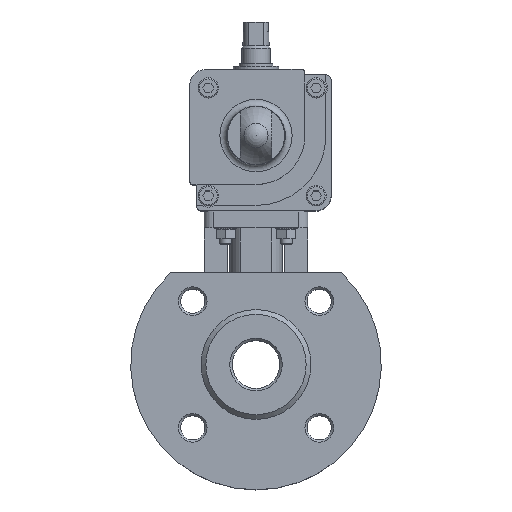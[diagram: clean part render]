
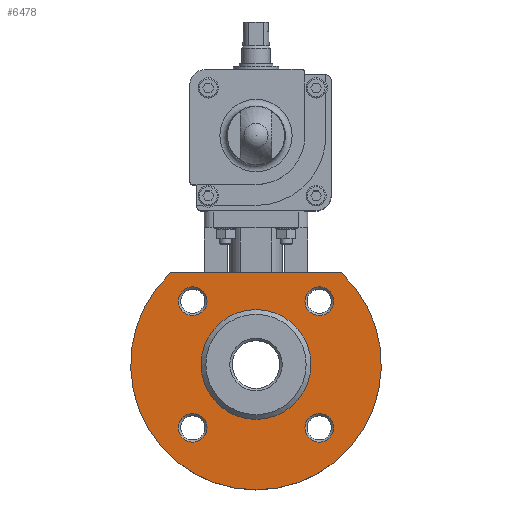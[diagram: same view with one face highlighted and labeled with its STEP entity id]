
A CAD part, top view. The second image highlights one B-rep face of the part: STEP entity #6478.
In plain terms, the highlighted face is planar.
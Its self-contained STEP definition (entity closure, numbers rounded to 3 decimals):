
#266=LINE('',#9806,#828);
#828=VECTOR('',#7763,1000.);
#1349=PLANE('',#6995);
#1685=ORIENTED_EDGE('',*,*,#3429,.F.);
#1686=ORIENTED_EDGE('',*,*,#3430,.F.);
#1687=ORIENTED_EDGE('',*,*,#3431,.F.);
#1688=ORIENTED_EDGE('',*,*,#3432,.F.);
#1689=ORIENTED_EDGE('',*,*,#3433,.F.);
#1690=ORIENTED_EDGE('',*,*,#3394,.F.);
#1691=ORIENTED_EDGE('',*,*,#3428,.T.);
#3394=EDGE_CURVE('',#4272,#4273,#266,.T.);
#3428=EDGE_CURVE('',#4272,#4273,#4891,.T.);
#3429=EDGE_CURVE('',#4297,#4297,#4892,.T.);
#3430=EDGE_CURVE('',#4298,#4298,#4893,.T.);
#3431=EDGE_CURVE('',#4299,#4299,#4894,.T.);
#3432=EDGE_CURVE('',#4300,#4300,#4895,.T.);
#3433=EDGE_CURVE('',#4301,#4301,#4896,.T.);
#4272=VERTEX_POINT('',#9805);
#4273=VERTEX_POINT('',#9807);
#4297=VERTEX_POINT('',#9872);
#4298=VERTEX_POINT('',#9874);
#4299=VERTEX_POINT('',#9876);
#4300=VERTEX_POINT('',#9878);
#4301=VERTEX_POINT('',#9880);
#4891=CIRCLE('',#6994,52.5);
#4892=CIRCLE('',#6996,23.);
#4893=CIRCLE('',#6997,6.);
#4894=CIRCLE('',#6998,6.);
#4895=CIRCLE('',#6999,6.);
#4896=CIRCLE('',#7000,6.);
#5198=EDGE_LOOP('',(#1685));
#5199=EDGE_LOOP('',(#1686));
#5200=EDGE_LOOP('',(#1687));
#5201=EDGE_LOOP('',(#1688));
#5202=EDGE_LOOP('',(#1689));
#5203=EDGE_LOOP('',(#1690,#1691));
#5786=FACE_BOUND('',#5198,.T.);
#5787=FACE_BOUND('',#5199,.T.);
#5788=FACE_BOUND('',#5200,.T.);
#5789=FACE_BOUND('',#5201,.T.);
#5790=FACE_BOUND('',#5202,.T.);
#5791=FACE_BOUND('',#5203,.T.);
#6478=ADVANCED_FACE('',(#5786,#5787,#5788,#5789,#5790,#5791),#1349,.F.);
#6994=AXIS2_PLACEMENT_3D('',#9869,#7828,#7829);
#6995=AXIS2_PLACEMENT_3D('',#9870,#7830,#7831);
#6996=AXIS2_PLACEMENT_3D('',#9871,#7832,#7833);
#6997=AXIS2_PLACEMENT_3D('',#9873,#7834,#7835);
#6998=AXIS2_PLACEMENT_3D('',#9875,#7836,#7837);
#6999=AXIS2_PLACEMENT_3D('',#9877,#7838,#7839);
#7000=AXIS2_PLACEMENT_3D('',#9879,#7840,#7841);
#7763=DIRECTION('',(-1.,0.,0.));
#7828=DIRECTION('',(0.,0.,-1.));
#7829=DIRECTION('',(-1.,0.,0.));
#7830=DIRECTION('',(0.,0.,1.));
#7831=DIRECTION('',(1.,0.,0.));
#7832=DIRECTION('',(0.,0.,-1.));
#7833=DIRECTION('',(-1.,0.,0.));
#7834=DIRECTION('',(0.,0.,-1.));
#7835=DIRECTION('',(-1.,0.,0.));
#7836=DIRECTION('',(0.,0.,-1.));
#7837=DIRECTION('',(-1.,0.,0.));
#7838=DIRECTION('',(0.,0.,-1.));
#7839=DIRECTION('',(-1.,0.,0.));
#7840=DIRECTION('',(0.,0.,-1.));
#7841=DIRECTION('',(-1.,0.,0.));
#9805=CARTESIAN_POINT('',(35.693,38.5,-20.));
#9806=CARTESIAN_POINT('',(0.,38.5,-20.));
#9807=CARTESIAN_POINT('',(-35.693,38.5,-20.));
#9869=CARTESIAN_POINT('',(0.,0.,-20.));
#9870=CARTESIAN_POINT('',(0.,52.5,-20.));
#9871=CARTESIAN_POINT('',(0.,0.,-20.));
#9872=CARTESIAN_POINT('',(-23.,0.,-20.));
#9873=CARTESIAN_POINT('',(26.517,26.517,-20.));
#9874=CARTESIAN_POINT('',(20.517,26.517,-20.));
#9875=CARTESIAN_POINT('',(26.517,-26.517,-20.));
#9876=CARTESIAN_POINT('',(20.517,-26.517,-20.));
#9877=CARTESIAN_POINT('',(-26.517,-26.517,-20.));
#9878=CARTESIAN_POINT('',(-32.517,-26.517,-20.));
#9879=CARTESIAN_POINT('',(-26.517,26.517,-20.));
#9880=CARTESIAN_POINT('',(-32.517,26.517,-20.));
